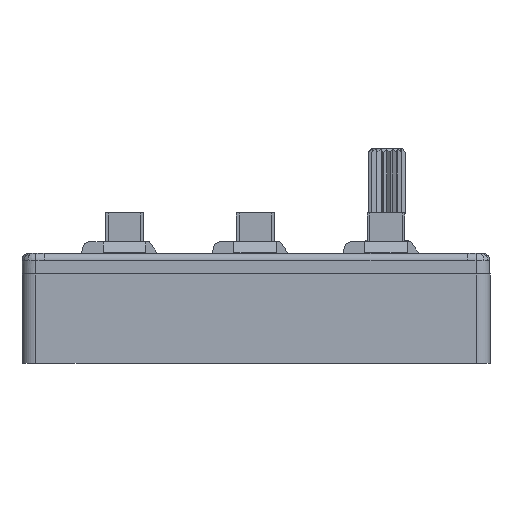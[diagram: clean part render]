
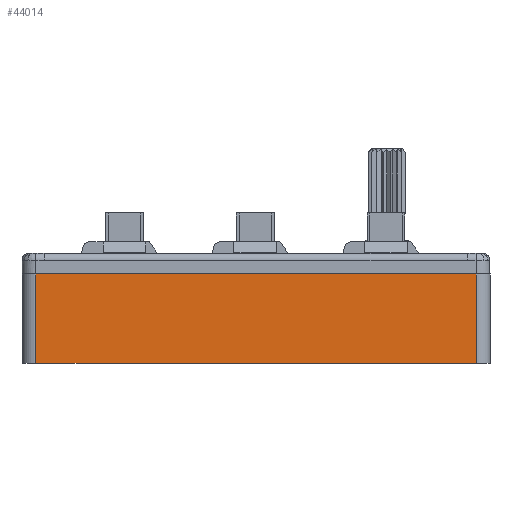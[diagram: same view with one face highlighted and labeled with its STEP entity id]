
A CAD part, left-side view. The second image highlights one B-rep face of the part: STEP entity #44014.
In plain terms, the highlighted planar face has unit normal (-1, 0, 0).
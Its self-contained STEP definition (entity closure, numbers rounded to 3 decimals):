
#5814=FACE_OUTER_BOUND('',#8551,.T.);
#8551=EDGE_LOOP('',(#38378,#38379,#38380,#38381));
#12697=LINE('',#77778,#16954);
#12704=LINE('',#77808,#16961);
#12706=LINE('',#77814,#16963);
#12707=LINE('',#77815,#16964);
#16954=VECTOR('',#58449,10.);
#16961=VECTOR('',#58474,10.);
#16963=VECTOR('',#58480,10.);
#16964=VECTOR('',#58481,10.);
#20861=VERTEX_POINT('',#77775);
#20862=VERTEX_POINT('',#77777);
#20876=VERTEX_POINT('',#77807);
#20878=VERTEX_POINT('',#77813);
#26745=EDGE_CURVE('',#20861,#20862,#12697,.T.);
#26760=EDGE_CURVE('',#20862,#20876,#12704,.T.);
#26763=EDGE_CURVE('',#20878,#20861,#12706,.T.);
#26764=EDGE_CURVE('',#20876,#20878,#12707,.T.);
#38378=ORIENTED_EDGE('',*,*,#26760,.F.);
#38379=ORIENTED_EDGE('',*,*,#26745,.F.);
#38380=ORIENTED_EDGE('',*,*,#26763,.F.);
#38381=ORIENTED_EDGE('',*,*,#26764,.F.);
#40720=PLANE('',#47715);
#44014=ADVANCED_FACE('',(#5814),#40720,.T.);
#47715=AXIS2_PLACEMENT_3D('',#77812,#58478,#58479);
#58449=DIRECTION('',(0.,-1.,0.));
#58474=DIRECTION('',(0.,0.,-1.));
#58478=DIRECTION('center_axis',(-1.,0.,0.));
#58479=DIRECTION('ref_axis',(0.,-1.,0.));
#58480=DIRECTION('',(0.,0.,1.));
#58481=DIRECTION('',(0.,1.,0.));
#77775=CARTESIAN_POINT('',(10.,18.,13.));
#77777=CARTESIAN_POINT('',(10.,-46.15,13.));
#77778=CARTESIAN_POINT('',(10.,-48.15,13.));
#77807=CARTESIAN_POINT('',(10.,-46.15,0.));
#77808=CARTESIAN_POINT('',(10.,-46.15,0.));
#77812=CARTESIAN_POINT('Origin',(10.,20.,0.));
#77813=CARTESIAN_POINT('',(10.,18.,0.));
#77814=CARTESIAN_POINT('',(10.,18.,0.));
#77815=CARTESIAN_POINT('',(10.,-48.15,0.));
